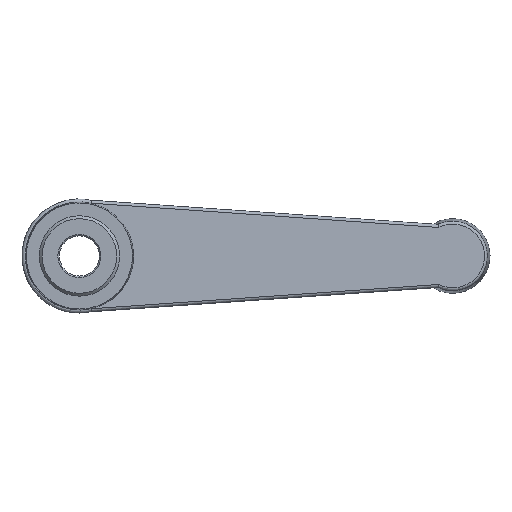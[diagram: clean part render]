
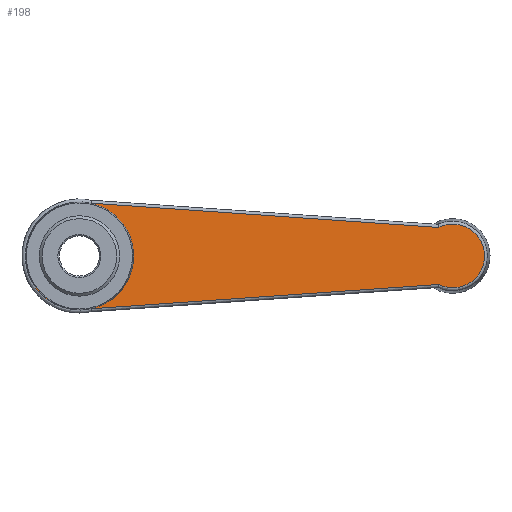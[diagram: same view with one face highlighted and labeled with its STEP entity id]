
A CAD part, front view. The second image highlights one B-rep face of the part: STEP entity #198.
In plain terms, the highlighted planar face has unit normal (0.114, -0.994, 0).
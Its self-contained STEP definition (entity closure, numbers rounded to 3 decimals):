
#198=ADVANCED_FACE('',(#247),#235,.F.);
#235=PLANE('',#611);
#247=FACE_OUTER_BOUND('',#276,.T.);
#276=EDGE_LOOP('',(#346,#347,#348,#349,#350,#351,#352,#353));
#336=ELLIPSE('',#607,18.95,18.826);
#337=ELLIPSE('',#608,18.883,18.759);
#338=ELLIPSE('',#609,18.95,18.826);
#339=ELLIPSE('',#610,11.142,11.069);
#346=ORIENTED_EDGE('',*,*,#524,.T.);
#347=ORIENTED_EDGE('',*,*,#525,.T.);
#348=ORIENTED_EDGE('',*,*,#526,.T.);
#349=ORIENTED_EDGE('',*,*,#527,.F.);
#350=ORIENTED_EDGE('',*,*,#528,.T.);
#351=ORIENTED_EDGE('',*,*,#529,.T.);
#352=ORIENTED_EDGE('',*,*,#530,.T.);
#353=ORIENTED_EDGE('',*,*,#531,.T.);
#474=VERTEX_POINT('',#824);
#475=VERTEX_POINT('',#825);
#476=VERTEX_POINT('',#827);
#477=VERTEX_POINT('',#829);
#478=VERTEX_POINT('',#831);
#479=VERTEX_POINT('',#833);
#480=VERTEX_POINT('',#835);
#481=VERTEX_POINT('',#837);
#524=EDGE_CURVE('',#474,#475,#588,.T.);
#525=EDGE_CURVE('',#475,#476,#336,.T.);
#526=EDGE_CURVE('',#476,#477,#589,.T.);
#527=EDGE_CURVE('',#478,#477,#337,.T.);
#528=EDGE_CURVE('',#478,#479,#590,.T.);
#529=EDGE_CURVE('',#479,#480,#338,.T.);
#530=EDGE_CURVE('',#480,#481,#591,.T.);
#531=EDGE_CURVE('',#481,#474,#339,.T.);
#588=LINE('',#823,#597);
#589=LINE('',#828,#598);
#590=LINE('',#832,#599);
#591=LINE('',#836,#600);
#597=VECTOR('',#677,1.);
#598=VECTOR('',#680,1.);
#599=VECTOR('',#683,1.);
#600=VECTOR('',#686,1.);
#607=AXIS2_PLACEMENT_3D('',#826,#678,#679);
#608=AXIS2_PLACEMENT_3D('',#830,#681,#682);
#609=AXIS2_PLACEMENT_3D('',#834,#684,#685);
#610=AXIS2_PLACEMENT_3D('',#838,#687,#688);
#611=AXIS2_PLACEMENT_3D('',#839,#689,#690);
#677=DIRECTION('',(-0.991,-0.114,0.069));
#678=DIRECTION('',(0.114,-0.993,0.));
#679=DIRECTION('',(-0.993,-0.114,0.));
#680=DIRECTION('',(0.,0.,-1.));
#681=DIRECTION('',(0.114,-0.993,0.));
#682=DIRECTION('',(0.993,0.114,0.));
#683=DIRECTION('',(0.,0.,-1.));
#684=DIRECTION('',(0.114,-0.993,0.));
#685=DIRECTION('',(-0.993,-0.114,0.));
#686=DIRECTION('',(0.991,0.114,0.069));
#687=DIRECTION('',(0.114,-0.993,0.));
#688=DIRECTION('',(-0.993,-0.114,0.));
#689=DIRECTION('',(-0.114,0.993,0.));
#690=DIRECTION('',(-0.993,-0.114,0.));
#823=CARTESIAN_POINT('',(139.486,68.786,17.998));
#824=CARTESIAN_POINT('',(255.151,82.066,9.936));
#825=CARTESIAN_POINT('',(134.045,68.161,18.377));
#826=CARTESIAN_POINT('',(129.957,67.691,0.));
#827=CARTESIAN_POINT('',(111.586,65.582,4.117));
#828=CARTESIAN_POINT('',(111.586,65.582,155.));
#829=CARTESIAN_POINT('',(111.586,65.582,2.697));
#830=CARTESIAN_POINT('',(130.151,67.714,0.));
#831=CARTESIAN_POINT('',(111.586,65.582,-2.697));
#832=CARTESIAN_POINT('',(111.586,65.582,155.));
#833=CARTESIAN_POINT('',(111.586,65.582,-4.117));
#834=CARTESIAN_POINT('',(129.957,67.691,0.));
#835=CARTESIAN_POINT('',(134.045,68.161,-18.377));
#836=CARTESIAN_POINT('',(160.709,71.222,-16.518));
#837=CARTESIAN_POINT('',(255.151,82.066,-9.936));
#838=CARTESIAN_POINT('',(260.03,82.626,0.));
#839=CARTESIAN_POINT('',(148.91,69.868,155.));
